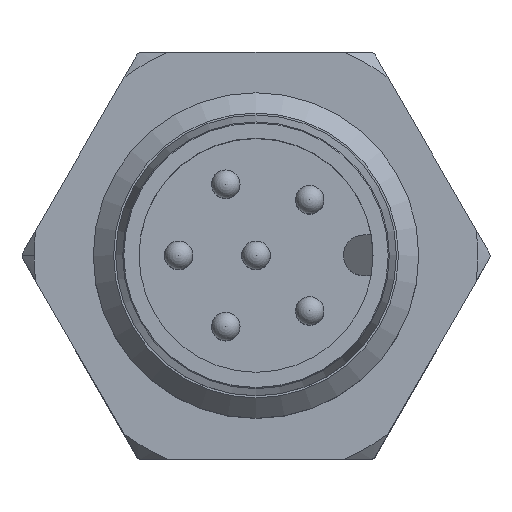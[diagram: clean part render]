
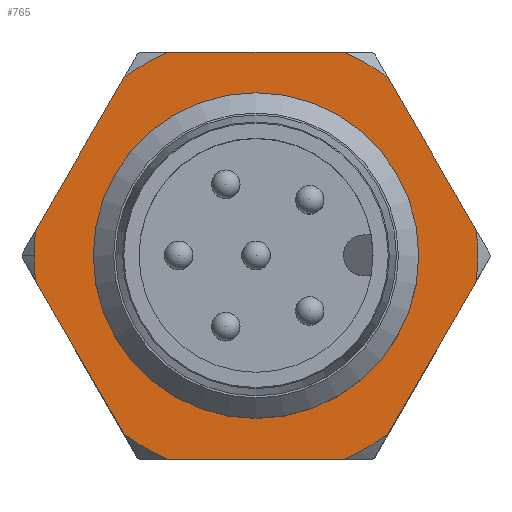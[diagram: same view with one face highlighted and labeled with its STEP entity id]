
A CAD part, top view. The second image highlights one B-rep face of the part: STEP entity #765.
In plain terms, the highlighted planar face has unit normal (0, 0, 1).
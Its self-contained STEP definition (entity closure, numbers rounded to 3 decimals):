
#563=PLANE('',#2084);
#607=LINE('',#2836,#690);
#608=LINE('',#2841,#691);
#609=LINE('',#2845,#692);
#610=LINE('',#2849,#693);
#611=LINE('',#2855,#694);
#612=LINE('',#2859,#695);
#690=VECTOR('',#2327,1.);
#691=VECTOR('',#2330,1.);
#692=VECTOR('',#2333,1.);
#693=VECTOR('',#2336,1.);
#694=VECTOR('',#2341,1.);
#695=VECTOR('',#2344,1.);
#765=ADVANCED_FACE('',(#912,#913),#563,.T.);
#912=FACE_BOUND('',#1000,.T.);
#913=FACE_BOUND('',#1001,.T.);
#1000=EDGE_LOOP('',(#1182));
#1001=EDGE_LOOP('',(#1183,#1184,#1185,#1186,#1187,#1188,#1189,#1190,#1191,
#1192,#1193,#1194,#1195));
#1182=ORIENTED_EDGE('',*,*,#1765,.F.);
#1183=ORIENTED_EDGE('',*,*,#1766,.T.);
#1184=ORIENTED_EDGE('',*,*,#1767,.T.);
#1185=ORIENTED_EDGE('',*,*,#1768,.T.);
#1186=ORIENTED_EDGE('',*,*,#1769,.T.);
#1187=ORIENTED_EDGE('',*,*,#1770,.T.);
#1188=ORIENTED_EDGE('',*,*,#1771,.T.);
#1189=ORIENTED_EDGE('',*,*,#1772,.T.);
#1190=ORIENTED_EDGE('',*,*,#1773,.T.);
#1191=ORIENTED_EDGE('',*,*,#1774,.T.);
#1192=ORIENTED_EDGE('',*,*,#1775,.T.);
#1193=ORIENTED_EDGE('',*,*,#1776,.T.);
#1194=ORIENTED_EDGE('',*,*,#1777,.T.);
#1195=ORIENTED_EDGE('',*,*,#1778,.T.);
#1601=VERTEX_POINT('',#2835);
#1602=VERTEX_POINT('',#2837);
#1603=VERTEX_POINT('',#2838);
#1604=VERTEX_POINT('',#2840);
#1605=VERTEX_POINT('',#2842);
#1606=VERTEX_POINT('',#2844);
#1607=VERTEX_POINT('',#2846);
#1608=VERTEX_POINT('',#2848);
#1609=VERTEX_POINT('',#2850);
#1610=VERTEX_POINT('',#2852);
#1611=VERTEX_POINT('',#2854);
#1612=VERTEX_POINT('',#2856);
#1613=VERTEX_POINT('',#2858);
#1614=VERTEX_POINT('',#2860);
#1765=EDGE_CURVE('',#1601,#1601,#1964,.T.);
#1766=EDGE_CURVE('',#1602,#1603,#607,.T.);
#1767=EDGE_CURVE('',#1603,#1604,#1965,.T.);
#1768=EDGE_CURVE('',#1604,#1605,#608,.T.);
#1769=EDGE_CURVE('',#1605,#1606,#1966,.T.);
#1770=EDGE_CURVE('',#1606,#1607,#609,.T.);
#1771=EDGE_CURVE('',#1607,#1608,#1967,.T.);
#1772=EDGE_CURVE('',#1608,#1609,#610,.T.);
#1773=EDGE_CURVE('',#1609,#1610,#1968,.T.);
#1774=EDGE_CURVE('',#1610,#1611,#1969,.T.);
#1775=EDGE_CURVE('',#1611,#1612,#611,.T.);
#1776=EDGE_CURVE('',#1612,#1613,#1970,.T.);
#1777=EDGE_CURVE('',#1613,#1614,#612,.T.);
#1778=EDGE_CURVE('',#1614,#1602,#1971,.T.);
#1964=CIRCLE('',#2076,4.);
#1965=CIRCLE('',#2077,5.45);
#1966=CIRCLE('',#2078,5.45);
#1967=CIRCLE('',#2079,5.45);
#1968=CIRCLE('',#2080,5.45);
#1969=CIRCLE('',#2081,5.45);
#1970=CIRCLE('',#2082,5.45);
#1971=CIRCLE('',#2083,5.45);
#2076=AXIS2_PLACEMENT_3D('',#2834,#2325,#2326);
#2077=AXIS2_PLACEMENT_3D('',#2839,#2328,#2329);
#2078=AXIS2_PLACEMENT_3D('',#2843,#2331,#2332);
#2079=AXIS2_PLACEMENT_3D('',#2847,#2334,#2335);
#2080=AXIS2_PLACEMENT_3D('',#2851,#2337,#2338);
#2081=AXIS2_PLACEMENT_3D('',#2853,#2339,#2340);
#2082=AXIS2_PLACEMENT_3D('',#2857,#2342,#2343);
#2083=AXIS2_PLACEMENT_3D('',#2861,#2345,#2346);
#2084=AXIS2_PLACEMENT_3D('',#2862,#2347,#2348);
#2325=DIRECTION('',(0.,0.,1.));
#2326=DIRECTION('',(1.,0.,0.));
#2327=DIRECTION('',(0.5,0.866,0.));
#2328=DIRECTION('',(0.,0.,1.));
#2329=DIRECTION('',(1.,0.,0.));
#2330=DIRECTION('',(-0.5,0.866,0.));
#2331=DIRECTION('',(0.,0.,1.));
#2332=DIRECTION('',(1.,0.,0.));
#2333=DIRECTION('',(-1.,0.,0.));
#2334=DIRECTION('',(0.,0.,1.));
#2335=DIRECTION('',(1.,0.,0.));
#2336=DIRECTION('',(-0.5,-0.866,0.));
#2337=DIRECTION('',(0.,0.,1.));
#2338=DIRECTION('',(1.,0.,0.));
#2339=DIRECTION('',(0.,0.,1.));
#2340=DIRECTION('',(1.,0.,0.));
#2341=DIRECTION('',(0.5,-0.866,0.));
#2342=DIRECTION('',(0.,0.,1.));
#2343=DIRECTION('',(1.,0.,0.));
#2344=DIRECTION('',(1.,0.,0.));
#2345=DIRECTION('',(0.,0.,1.));
#2346=DIRECTION('',(1.,0.,0.));
#2347=DIRECTION('',(0.,0.,1.));
#2348=DIRECTION('',(1.,0.,0.));
#2834=CARTESIAN_POINT('',(-230.,10.,0.5));
#2835=CARTESIAN_POINT('',(-234.,10.,0.5));
#2836=CARTESIAN_POINT('',(-225.67,7.5,0.5));
#2837=CARTESIAN_POINT('',(-226.754,5.622,0.5));
#2838=CARTESIAN_POINT('',(-224.586,9.378,0.5));
#2839=CARTESIAN_POINT('',(-230.,10.,0.5));
#2840=CARTESIAN_POINT('',(-224.586,10.622,0.5));
#2841=CARTESIAN_POINT('',(-225.67,12.5,0.5));
#2842=CARTESIAN_POINT('',(-226.754,14.378,0.5));
#2843=CARTESIAN_POINT('',(-230.,10.,0.5));
#2844=CARTESIAN_POINT('',(-227.831,15.,0.5));
#2845=CARTESIAN_POINT('',(-230.,15.,0.5));
#2846=CARTESIAN_POINT('',(-232.169,15.,0.5));
#2847=CARTESIAN_POINT('',(-230.,10.,0.5));
#2848=CARTESIAN_POINT('',(-233.246,14.378,0.5));
#2849=CARTESIAN_POINT('',(-234.33,12.5,0.5));
#2850=CARTESIAN_POINT('',(-235.414,10.622,0.5));
#2851=CARTESIAN_POINT('',(-230.,10.,0.5));
#2852=CARTESIAN_POINT('',(-235.45,10.,0.5));
#2853=CARTESIAN_POINT('',(-230.,10.,0.5));
#2854=CARTESIAN_POINT('',(-235.414,9.378,0.5));
#2855=CARTESIAN_POINT('',(-234.33,7.5,0.5));
#2856=CARTESIAN_POINT('',(-233.246,5.622,0.5));
#2857=CARTESIAN_POINT('',(-230.,10.,0.5));
#2858=CARTESIAN_POINT('',(-232.169,5.,0.5));
#2859=CARTESIAN_POINT('',(-230.,5.,0.5));
#2860=CARTESIAN_POINT('',(-227.831,5.,0.5));
#2861=CARTESIAN_POINT('',(-230.,10.,0.5));
#2862=CARTESIAN_POINT('',(-230.,10.,0.5));
